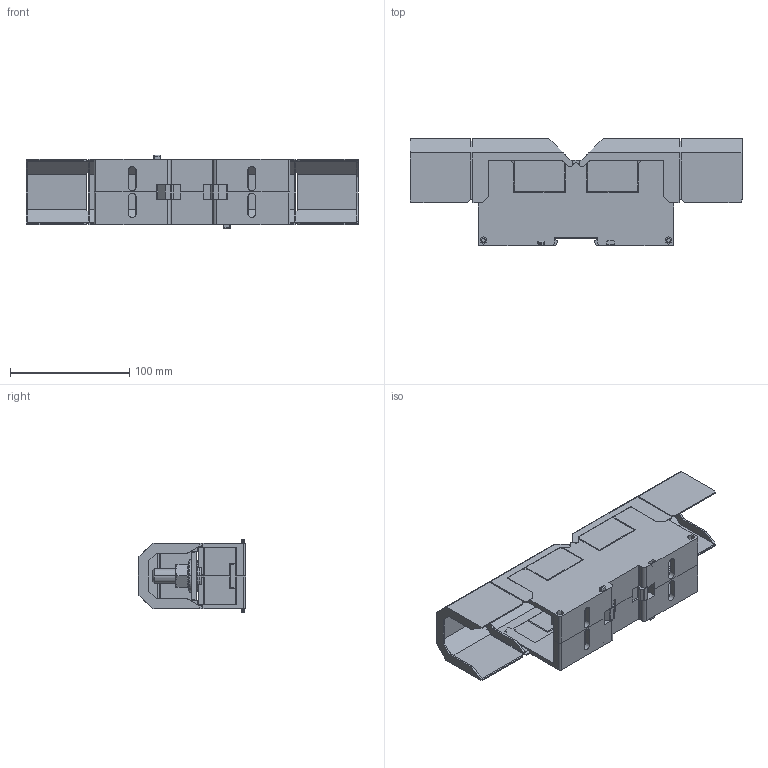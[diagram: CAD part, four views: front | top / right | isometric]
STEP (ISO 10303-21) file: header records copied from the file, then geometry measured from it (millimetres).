
FILE_DESCRIPTION(/* description */ (''),/* implementation_level */ '2;1');
FILE_NAME(/* name */ '17024_HSKG_185_M12_B_B_mit_ADH.stp',/* time_stamp */ '2021-12-18T11:10:06+01:00',/* author */ (''),/* organization */ (''),/* preprocessor_version */ 'ST-DEVELOPER v16.7',/* originating_system */ 'SIEMENS PLM Software NX 12.0',/* authorisation */ '');
FILE_SCHEMA (('AUTOMOTIVE_DESIGN { 1 0 10303 214 3 1 1 1 }'));
Products named in the file (1): 17024_HSKG_185_M12_B_B_mit_ADH
Bounding box: 278 x 90 x 61.4 mm (x, y, z)
Volume: 333233.4 mm3; surface area: 170190.8 mm2
Topology: 13 solids, 13 shells, 1734 faces, 4966 edges, 3270 vertices
Faces by surface type: plane 1184, cylinder 394, cone 124, sphere 12, torus 12, extrusion 8
Entity records: 70044 total; most frequent: CARTESIAN_POINT 12999, ORIENTED_EDGE 9924, DIRECTION 8860, EDGE_CURVE 4962, VECTOR 3510, LINE 3502, VERTEX_POINT 3270, AXIS2_PLACEMENT_3D 2675
